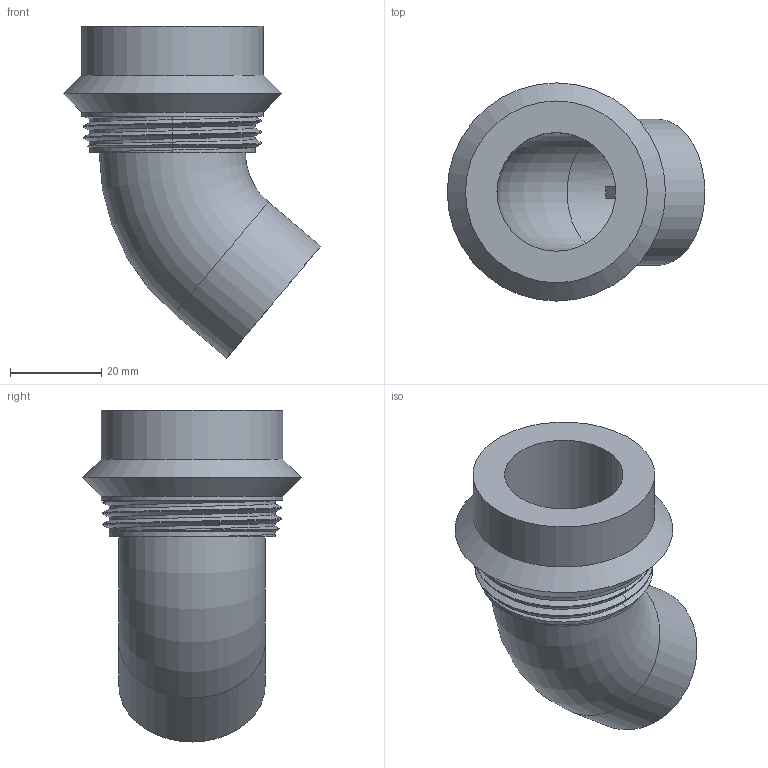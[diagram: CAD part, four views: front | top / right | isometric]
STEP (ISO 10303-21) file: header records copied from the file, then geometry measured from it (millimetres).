
FILE_DESCRIPTION(('FreeCAD Model'),'2;1');
FILE_NAME('Open CASCADE Shape Model','2025-05-19T22:22:50',(''),(''), 'Open CASCADE STEP processor 7.8','FreeCAD','Unknown');
FILE_SCHEMA(('AUTOMOTIVE_DESIGN { 1 0 10303 214 1 1 1 1 }'));
Length unit declared in the file: millimetre
Products named in the file (1): Angled Nozzle
Bounding box: 56.39 x 47.8 x 72.68 mm (x, y, z)
Volume: 32789.8 mm3; surface area: 16490 mm2
Topology: 1 solids, 1 shells, 50 faces, 135 edges, 79 vertices
Faces by surface type: plane 18, cylinder 16, bspline 10, cone 4, torus 2
Full cylindrical faces by diameter (mm): 8 x1, 26 x2, 32 x1, 36.348 x2, 39.8 x2
Entity records: 2029 total; most frequent: CARTESIAN_POINT 795, ORIENTED_EDGE 270, DIRECTION 232, EDGE_CURVE 135, AXIS2_PLACEMENT_3D 87, VERTEX_POINT 79, LINE 58, VECTOR 58
